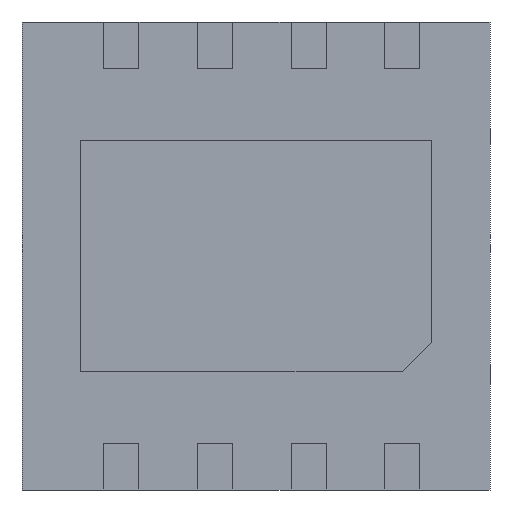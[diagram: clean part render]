
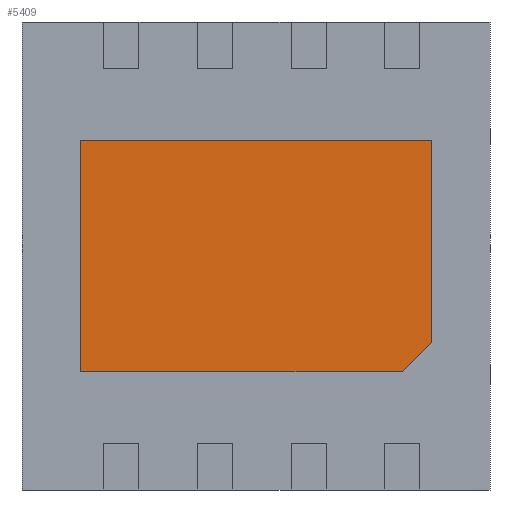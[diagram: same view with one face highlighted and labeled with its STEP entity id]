
A CAD part, front view. The second image highlights one B-rep face of the part: STEP entity #5409.
In plain terms, the highlighted planar face has unit normal (0, -1, 0).
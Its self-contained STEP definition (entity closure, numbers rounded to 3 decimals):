
#5227=DIRECTION('',(0.707,0.,0.707));
#5228=VECTOR('',#5227,0.354);
#5229=CARTESIAN_POINT('',(1.25,0.,-0.99));
#5230=LINE('',#5229,#5228);
#5234=DIRECTION('',(1.,0.,0.));
#5235=VECTOR('',#5234,2.75);
#5236=CARTESIAN_POINT('',(-1.5,0.,-0.99));
#5237=LINE('',#5236,#5235);
#5241=DIRECTION('',(0.,0.,-1.));
#5242=VECTOR('',#5241,1.98);
#5243=CARTESIAN_POINT('',(-1.5,0.,0.99));
#5244=LINE('',#5243,#5242);
#5248=DIRECTION('',(-1.,0.,0.));
#5249=VECTOR('',#5248,3.);
#5250=CARTESIAN_POINT('',(1.5,0.,0.99));
#5251=LINE('',#5250,#5249);
#5255=DIRECTION('',(0.,0.,1.));
#5256=VECTOR('',#5255,1.73);
#5257=CARTESIAN_POINT('',(1.5,0.,-0.74));
#5258=LINE('',#5257,#5256);
#5368=CARTESIAN_POINT('',(1.5,0.,0.99));
#5369=CARTESIAN_POINT('',(-1.5,0.,0.99));
#5370=VERTEX_POINT('',#5368);
#5371=VERTEX_POINT('',#5369);
#5372=CARTESIAN_POINT('',(-1.5,0.,-0.99));
#5373=VERTEX_POINT('',#5372);
#5374=CARTESIAN_POINT('',(1.25,0.,-0.99));
#5375=CARTESIAN_POINT('',(1.5,0.,-0.74));
#5376=VERTEX_POINT('',#5374);
#5377=VERTEX_POINT('',#5375);
#5392=CARTESIAN_POINT('',(0.,0.,0.));
#5393=DIRECTION('',(0.,1.,0.));
#5394=DIRECTION('',(1.,0.,0.));
#5395=AXIS2_PLACEMENT_3D('',#5392,#5393,#5394);
#5396=PLANE('',#5395);
#5398=ORIENTED_EDGE('',*,*,#5397,.F.);
#5400=ORIENTED_EDGE('',*,*,#5399,.F.);
#5402=ORIENTED_EDGE('',*,*,#5401,.F.);
#5404=ORIENTED_EDGE('',*,*,#5403,.F.);
#5406=ORIENTED_EDGE('',*,*,#5405,.F.);
#5407=EDGE_LOOP('',(#5398,#5400,#5402,#5404,#5406));
#5408=FACE_OUTER_BOUND('',#5407,.F.);
#5409=ADVANCED_FACE('',(#5408),#5396,.F.);
#5397=EDGE_CURVE('',#5376,#5377,#5230,.T.);
#5399=EDGE_CURVE('',#5373,#5376,#5237,.T.);
#5401=EDGE_CURVE('',#5371,#5373,#5244,.T.);
#5403=EDGE_CURVE('',#5370,#5371,#5251,.T.);
#5405=EDGE_CURVE('',#5377,#5370,#5258,.T.);
